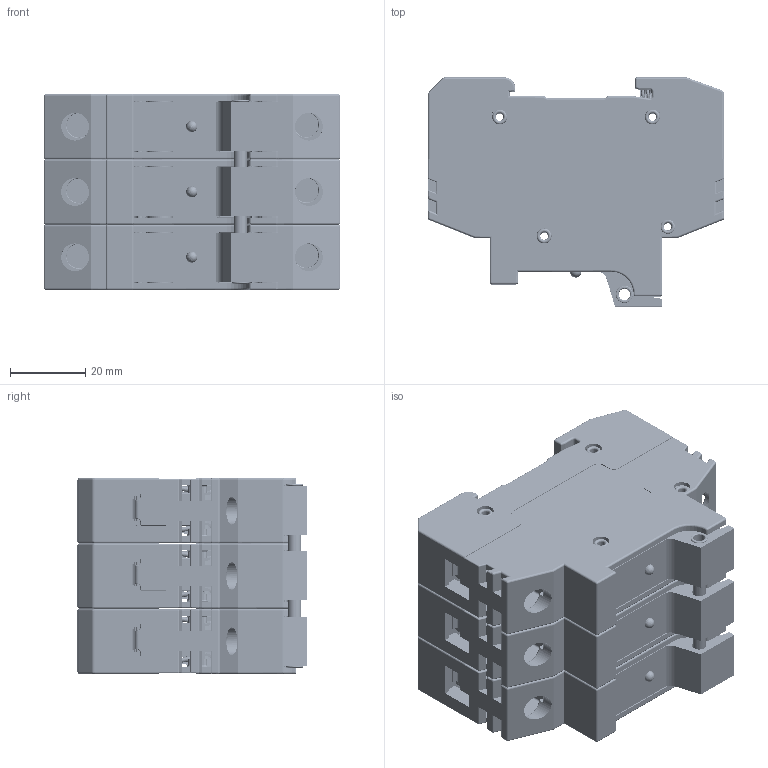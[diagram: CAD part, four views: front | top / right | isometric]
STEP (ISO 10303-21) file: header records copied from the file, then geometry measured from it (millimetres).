
FILE_DESCRIPTION(/* description */ (''),/* implementation_level */ '2;1');
FILE_NAME(/* name */ 'RT18-32B 3P.stp',/* time_stamp */ '2022-10-13T09:05:51+08:00',/* author */ (''),/* organization */ (''),/* preprocessor_version */ 'ST-DEVELOPER v16',/* originating_system */ 'SIEMENS PLM Software NX 10.0',/* authorisation */ '');
FILE_SCHEMA (('CONFIG_CONTROL_DESIGN'));
Products named in the file (1): 32 3P
Bounding box: 78.85 x 61.01 x 52.2 mm (x, y, z)
Volume: 98704 mm3; surface area: 115474.2 mm2
Topology: 47 solids, 47 shells, 4543 faces, 12301 edges, 7713 vertices
Faces by surface type: plane 2349, cylinder 1657, torus 246, bspline 135, sphere 117, cone 33, extrusion 6
Full cylindrical faces by diameter (mm): 1.3 x18, 2 x4, 2.5 x4, 2.8 x24, 3 x3, 3.1 x1, 3.5 x1, 3.7 x3, 3.8 x3, 4 x6, 4.5 x24, 5 x12, 5.5 x6, 5.75 x12, 6.5 x6, 6.8 x6, 7.2 x6, 8 x6
Entity records: 177663 total; most frequent: CARTESIAN_POINT 63697, DIRECTION 24057, ORIENTED_EDGE 23702, EDGE_CURVE 11851, AXIS2_PLACEMENT_3D 8241, VERTEX_POINT 7630, VECTOR 7575, LINE 7569
